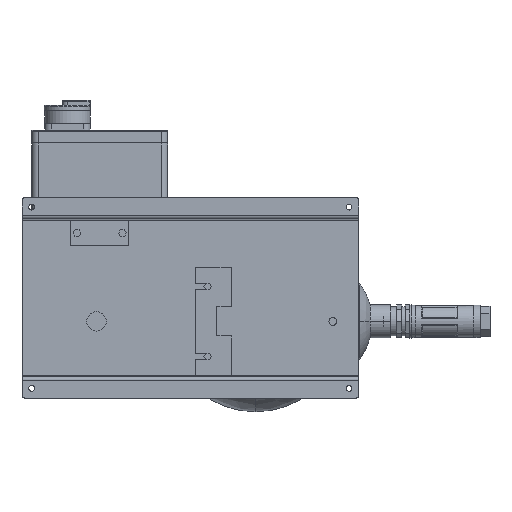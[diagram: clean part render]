
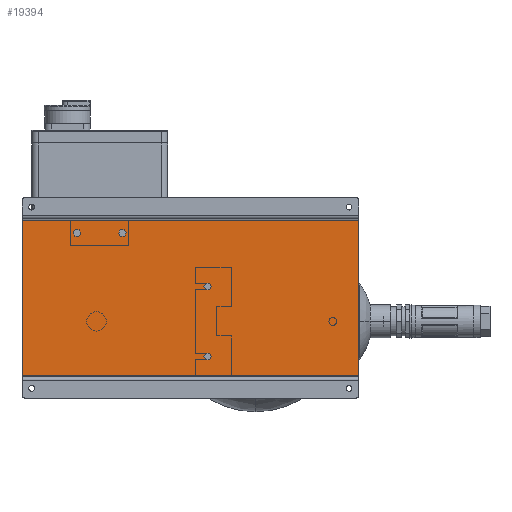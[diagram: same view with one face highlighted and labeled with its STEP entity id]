
A CAD part, front view. The second image highlights one B-rep face of the part: STEP entity #19394.
In plain terms, the highlighted planar face has unit normal (0, -1, 0).
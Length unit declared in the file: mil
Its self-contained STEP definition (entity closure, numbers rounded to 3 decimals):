
#991 = LINE ( 'NONE', #13880, #19412 ) ;
#1549 = CARTESIAN_POINT ( 'NONE',  ( 10236.22, 2047.244, -4724.409 ) ) ;
#2862 = DIRECTION ( 'NONE',  ( -1., 0., 0. ) ) ;
#6241 = VERTEX_POINT ( 'NONE', #26688 ) ;
#6517 = VECTOR ( 'NONE', #29263, 39370.079 ) ;
#7267 = CARTESIAN_POINT ( 'NONE',  ( 10236.22, 2047.244, -4724.409 ) ) ;
#9348 = CARTESIAN_POINT ( 'NONE',  ( 10236.22, 2047.244, 4724.409 ) ) ;
#9527 = ORIENTED_EDGE ( 'NONE', *, *, #14795, .T. ) ;
#10608 = VERTEX_POINT ( 'NONE', #20913 ) ;
#11908 = VERTEX_POINT ( 'NONE', #29027 ) ;
#13880 = CARTESIAN_POINT ( 'NONE',  ( -10236.22, 2047.244, -4724.409 ) ) ;
#14795 = EDGE_CURVE ( 'NONE', #11908, #6241, #30779, .T. ) ;
#15030 = LINE ( 'NONE', #27739, #29783 ) ;
#15160 = DIRECTION ( 'NONE',  ( 0., 1., 0. ) ) ;
#15904 = EDGE_CURVE ( 'NONE', #6241, #10608, #991, .T. ) ;
#17247 = ORIENTED_EDGE ( 'NONE', *, *, #15904, .T. ) ;
#17489 = FACE_OUTER_BOUND ( 'NONE', #18877, .T. ) ;
#18068 = CARTESIAN_POINT ( 'NONE',  ( 10236.22, 2047.244, 4724.409 ) ) ;
#18877 = EDGE_LOOP ( 'NONE', ( #17247, #21050, #25660, #9527 ) ) ;
#19394 = ADVANCED_FACE ( 'NONE', ( #17489 ), #27535, .F. ) ;
#19412 = VECTOR ( 'NONE', #26440, 39370.079 ) ;
#20258 = AXIS2_PLACEMENT_3D ( 'NONE', #7267, #15160, #25212 ) ;
#20913 = CARTESIAN_POINT ( 'NONE',  ( -10236.22, 2047.244, -4724.409 ) ) ;
#21050 = ORIENTED_EDGE ( 'NONE', *, *, #31801, .F. ) ;
#21567 = LINE ( 'NONE', #9348, #6517 ) ;
#25212 = DIRECTION ( 'NONE',  ( 1., 0., 0. ) ) ;
#25660 = ORIENTED_EDGE ( 'NONE', *, *, #27165, .F. ) ;
#26440 = DIRECTION ( 'NONE',  ( 0., 0., -1. ) ) ;
#26688 = CARTESIAN_POINT ( 'NONE',  ( -10236.22, 2047.244, 4724.409 ) ) ;
#27165 = EDGE_CURVE ( 'NONE', #11908, #30107, #21567, .T. ) ;
#27535 = PLANE ( 'NONE',  #20258 ) ;
#27739 = CARTESIAN_POINT ( 'NONE',  ( 10236.22, 2047.244, -4724.409 ) ) ;
#28446 = VECTOR ( 'NONE', #2862, 39370.079 ) ;
#29027 = CARTESIAN_POINT ( 'NONE',  ( 10236.22, 2047.244, 4724.409 ) ) ;
#29263 = DIRECTION ( 'NONE',  ( 0., 0., -1. ) ) ;
#29783 = VECTOR ( 'NONE', #32906, 39370.079 ) ;
#30107 = VERTEX_POINT ( 'NONE', #1549 ) ;
#30779 = LINE ( 'NONE', #18068, #28446 ) ;
#31801 = EDGE_CURVE ( 'NONE', #30107, #10608, #15030, .T. ) ;
#32906 = DIRECTION ( 'NONE',  ( -1., 0., 0. ) ) ;
